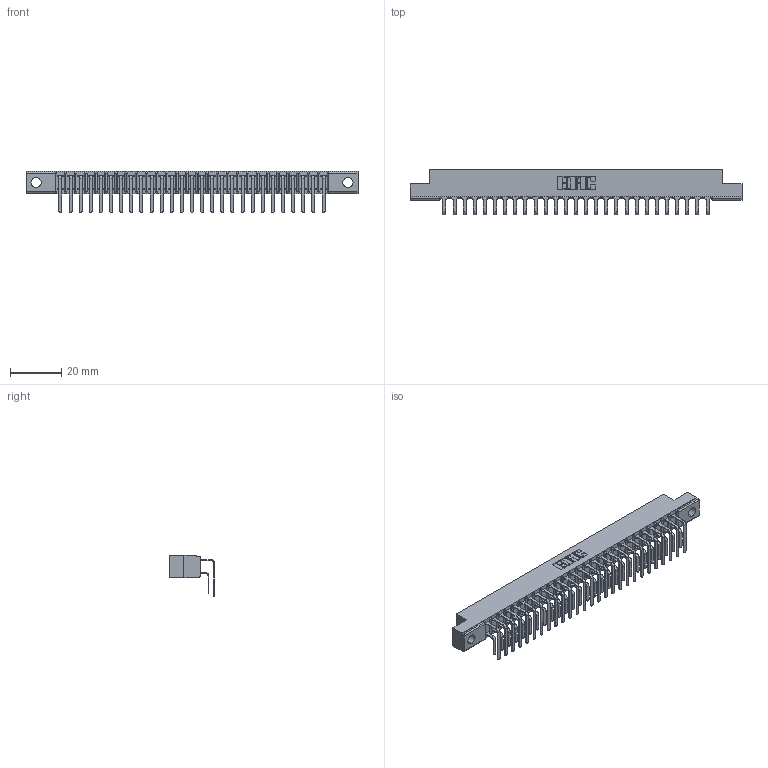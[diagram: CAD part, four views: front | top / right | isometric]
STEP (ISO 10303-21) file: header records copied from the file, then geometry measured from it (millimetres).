
FILE_DESCRIPTION (( 'STEP AP203' ), '1' );
FILE_NAME ('357-027-459-104.STEP', '2020-10-01T19:08:42', ( '' ), ( '' ), 'SwSTEP 2.0', 'SolidWorks 2020', '' );
FILE_SCHEMA (( 'CONFIG_CONTROL_DESIGN' ));
Length unit declared in the file: inch
Products named in the file (4): 357-027-459-104; 307-290-001_559 - 2 (Single); 307 Part_.156 Dia Mounting Holes; 307-290-001_558 559 - 1 (Single)
Assembly tree (55 placements, depth 2):
  357-027-459-104
    307 Part_.156 Dia Mounting Holes
    307-290-001_558 559 - 1 (Single)  x27
    307-290-001_559 - 2 (Single)  x27
Bounding box: 130 x 17.69 x 16.08 mm (x, y, z)
Volume: 8636.1 mm3; surface area: 16750.3 mm2
Topology: 55 solids, 55 shells, 2860 faces, 8027 edges, 5202 vertices
Faces by surface type: plane 1866, cylinder 938, sphere 56
Entity records: 27725 total; most frequent: CARTESIAN_POINT 4547, ORIENTED_EDGE 4502, DIRECTION 4451, EDGE_CURVE 2251, LINE 1727, VECTOR 1727, VERTEX_POINT 1458, AXIS2_PLACEMENT_3D 1362
